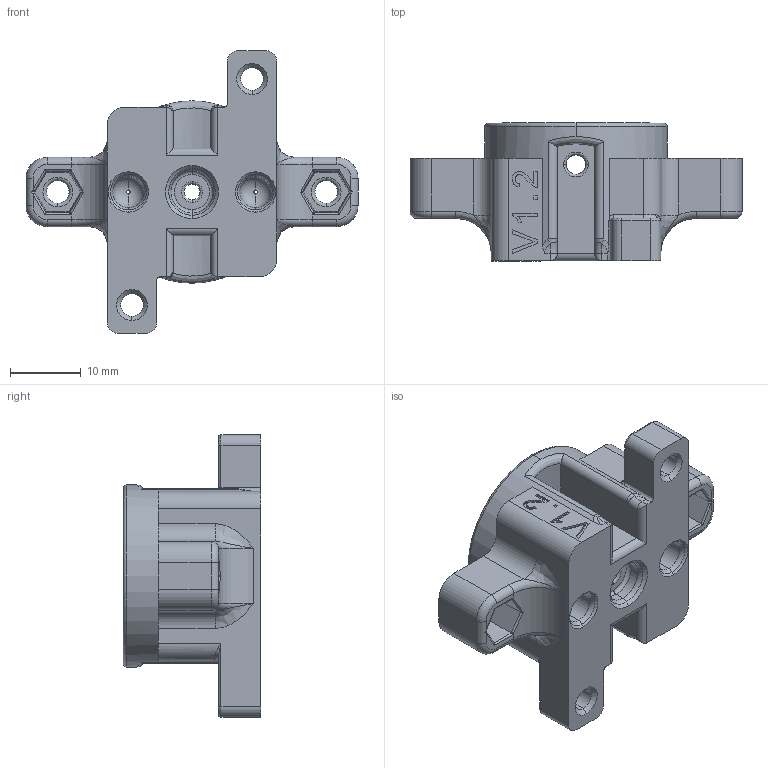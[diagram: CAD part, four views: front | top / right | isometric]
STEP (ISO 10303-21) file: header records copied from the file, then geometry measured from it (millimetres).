
FILE_DESCRIPTION (( 'STEP AP214' ), '1' );
FILE_NAME ('Mouse_Poke_Round_V1_2.STEP', '2024-01-28T21:54:50', ( '' ), ( '' ), 'SwSTEP 2.0', 'SolidWorks 2023', '' );
FILE_SCHEMA (( 'AUTOMOTIVE_DESIGN' ));
Length unit declared in the file: millimetre
Products named in the file (1): Mouse_Poke_Round_V1_2
Bounding box: 47 x 19.5 x 40 mm (x, y, z)
Volume: 10368.6 mm3; surface area: 5478.2 mm2
Topology: 1 solids, 1 shells, 305 faces, 751 edges, 448 vertices
Faces by surface type: cylinder 106, plane 88, torus 58, bspline 41, cone 12
Entity records: 10674 total; most frequent: CARTESIAN_POINT 3768, ORIENTED_EDGE 1490, DIRECTION 1387, EDGE_CURVE 745, AXIS2_PLACEMENT_3D 519, VERTEX_POINT 448, LINE 349, VECTOR 349
